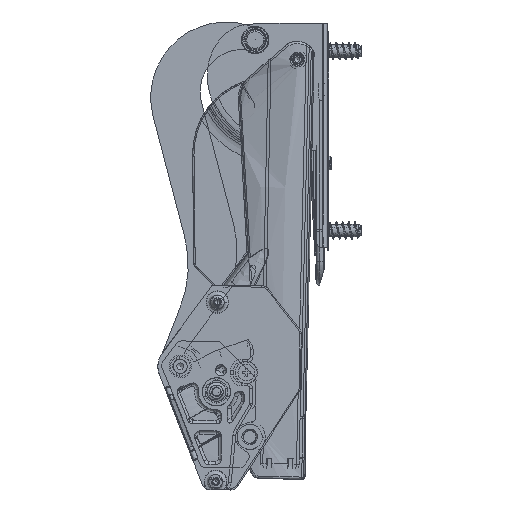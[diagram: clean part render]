
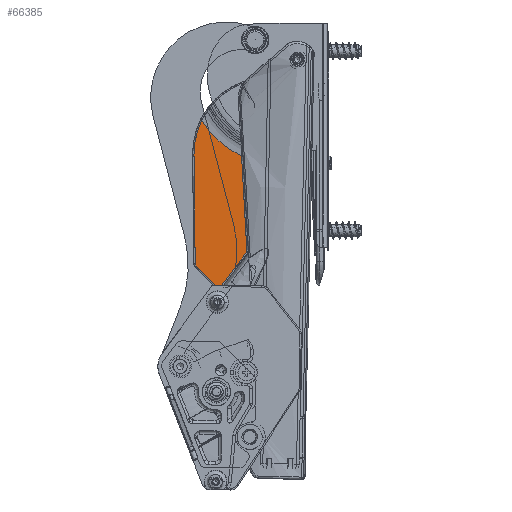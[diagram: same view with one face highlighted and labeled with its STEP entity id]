
A CAD part, left-side view. The second image highlights one B-rep face of the part: STEP entity #66385.
In plain terms, the highlighted planar face has unit normal (-1, 0, 0).
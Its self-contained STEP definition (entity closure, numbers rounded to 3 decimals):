
#2293=PLANE('',#72184);
#6940=FACE_OUTER_BOUND('',#10885,.T.);
#10885=EDGE_LOOP('',(#58207,#58208,#58209,#58210,#58211,#58212,#58213,#58214));
#13803=B_SPLINE_CURVE_WITH_KNOTS('',3,(#197392,#197393,#197394,#197395,
#197396,#197397,#197398,#197399,#197400,#197401,#197402,#197403,#197404,
#197405),.UNSPECIFIED.,.F.,.F.,(4,2,2,2,2,2,4),(0.,0.222,0.295,
0.333,0.667,0.881,1.),.UNSPECIFIED.);
#13804=B_SPLINE_CURVE_WITH_KNOTS('',3,(#197423,#197424,#197425,#197426,
#197427,#197428,#197429,#197430,#197431,#197432,#197433,#197434,#197435,
#197436,#197437,#197438,#197439,#197440,#197441,#197442,#197443,#197444,
#197445,#197446,#197447,#197448,#197449,#197450),.UNSPECIFIED.,.F.,.F.,
(4,2,2,2,2,2,2,2,2,2,2,2,2,4),(0.,0.099,0.199,
0.244,0.25,0.38,0.488,0.5,0.628,
0.737,0.75,0.85,0.949,1.),
 .UNSPECIFIED.);
#16467=CIRCLE('',#72185,32.116);
#16468=CIRCLE('',#72186,26.896);
#20341=LINE('',#197409,#24669);
#20343=LINE('',#197415,#24671);
#20344=LINE('',#197416,#24672);
#20345=LINE('',#197422,#24673);
#24669=VECTOR('',#86824,10.);
#24671=VECTOR('',#86830,10.);
#24672=VECTOR('',#86831,10.);
#24673=VECTOR('',#86836,10.);
#30842=VERTEX_POINT('',#196592);
#30864=VERTEX_POINT('',#197319);
#30865=VERTEX_POINT('',#197391);
#30866=VERTEX_POINT('',#197408);
#30868=VERTEX_POINT('',#197414);
#30869=VERTEX_POINT('',#197417);
#30870=VERTEX_POINT('',#197419);
#30871=VERTEX_POINT('',#197421);
#40259=EDGE_CURVE('',#30864,#30865,#13803,.T.);
#40261=EDGE_CURVE('',#30865,#30866,#20341,.T.);
#40264=EDGE_CURVE('',#30868,#30864,#20343,.T.);
#40265=EDGE_CURVE('',#30868,#30842,#20344,.T.);
#40266=EDGE_CURVE('',#30869,#30842,#16467,.T.);
#40267=EDGE_CURVE('',#30870,#30869,#16468,.T.);
#40268=EDGE_CURVE('',#30871,#30870,#20345,.T.);
#40269=EDGE_CURVE('',#30866,#30871,#13804,.T.);
#58207=ORIENTED_EDGE('',*,*,#40264,.F.);
#58208=ORIENTED_EDGE('',*,*,#40265,.T.);
#58209=ORIENTED_EDGE('',*,*,#40266,.F.);
#58210=ORIENTED_EDGE('',*,*,#40267,.F.);
#58211=ORIENTED_EDGE('',*,*,#40268,.F.);
#58212=ORIENTED_EDGE('',*,*,#40269,.F.);
#58213=ORIENTED_EDGE('',*,*,#40261,.F.);
#58214=ORIENTED_EDGE('',*,*,#40259,.F.);
#66385=ADVANCED_FACE('',(#6940),#2293,.T.);
#72184=AXIS2_PLACEMENT_3D('',#197413,#86828,#86829);
#72185=AXIS2_PLACEMENT_3D('',#197418,#86832,#86833);
#72186=AXIS2_PLACEMENT_3D('',#197420,#86834,#86835);
#86824=DIRECTION('',(0.,0.691,0.722));
#86828=DIRECTION('center_axis',(-1.,0.,0.));
#86829=DIRECTION('ref_axis',(0.,-1.,-0.01));
#86830=DIRECTION('',(0.,0.604,-0.797));
#86831=DIRECTION('',(0.,0.056,0.998));
#86832=DIRECTION('center_axis',(-1.,0.,0.));
#86833=DIRECTION('ref_axis',(0.,0.417,-0.909));
#86834=DIRECTION('center_axis',(1.,0.,0.));
#86835=DIRECTION('ref_axis',(0.,0.896,0.445));
#86836=DIRECTION('',(0.,0.011,1.));
#196592=CARTESIAN_POINT('',(-488.2,31.175,-47.355));
#197319=CARTESIAN_POINT('',(-488.2,39.462,-95.098));
#197391=CARTESIAN_POINT('',(-488.2,39.91,-94.45));
#197392=CARTESIAN_POINT('Ctrl Pts',(-488.2,39.462,-95.098));
#197393=CARTESIAN_POINT('Ctrl Pts',(-488.2,39.487,
-95.044));
#197394=CARTESIAN_POINT('Ctrl Pts',(-488.2,39.515,-94.992));
#197395=CARTESIAN_POINT('Ctrl Pts',(-488.2,39.553,
-94.925));
#197396=CARTESIAN_POINT('Ctrl Pts',(-488.2,39.563,
-94.908));
#197397=CARTESIAN_POINT('Ctrl Pts',(-488.2,39.578,-94.883));
#197398=CARTESIAN_POINT('Ctrl Pts',(-488.2,39.583,
-94.874));
#197399=CARTESIAN_POINT('Ctrl Pts',(-488.2,39.635,-94.791));
#197400=CARTESIAN_POINT('Ctrl Pts',(-488.2,39.685,
-94.719));
#197401=CARTESIAN_POINT('Ctrl Pts',(-488.2,39.773,
-94.605));
#197402=CARTESIAN_POINT('Ctrl Pts',(-488.2,39.809,
-94.562));
#197403=CARTESIAN_POINT('Ctrl Pts',(-488.2,39.867,
-94.496));
#197404=CARTESIAN_POINT('Ctrl Pts',(-488.2,39.888,
-94.473));
#197405=CARTESIAN_POINT('Ctrl Pts',(-488.2,39.91,-94.45));
#197408=CARTESIAN_POINT('',(-488.2,47.294,-86.733));
#197409=CARTESIAN_POINT('',(-488.2,39.91,-94.45));
#197413=CARTESIAN_POINT('Origin',(-488.2,48.743,-64.753));
#197414=CARTESIAN_POINT('',(-488.2,29.254,-81.624));
#197415=CARTESIAN_POINT('',(-488.2,29.254,-81.624));
#197416=CARTESIAN_POINT('',(-488.2,29.254,-81.624));
#197417=CARTESIAN_POINT('',(-488.2,45.331,-34.687));
#197418=CARTESIAN_POINT('Origin',(-488.2,17.796,-18.158));
#197419=CARTESIAN_POINT('',(-488.2,48.137,-46.947));
#197420=CARTESIAN_POINT('Origin',(-488.2,21.243,-46.651));
#197421=CARTESIAN_POINT('',(-488.2,47.711,-85.713));
#197422=CARTESIAN_POINT('',(-488.2,47.711,-85.713));
#197423=CARTESIAN_POINT('Ctrl Pts',(-488.2,47.294,-86.733));
#197424=CARTESIAN_POINT('Ctrl Pts',(-488.2,47.32,-86.706));
#197425=CARTESIAN_POINT('Ctrl Pts',(-488.2,47.345,
-86.678));
#197426=CARTESIAN_POINT('Ctrl Pts',(-488.2,47.393,
-86.621));
#197427=CARTESIAN_POINT('Ctrl Pts',(-488.2,47.415,
-86.591));
#197428=CARTESIAN_POINT('Ctrl Pts',(-488.2,47.447,
-86.547));
#197429=CARTESIAN_POINT('Ctrl Pts',(-488.2,47.456,-86.533));
#197430=CARTESIAN_POINT('Ctrl Pts',(-488.2,47.466,
-86.517));
#197431=CARTESIAN_POINT('Ctrl Pts',(-488.2,47.468,-86.515));
#197432=CARTESIAN_POINT('Ctrl Pts',(-488.2,47.495,-86.472));
#197433=CARTESIAN_POINT('Ctrl Pts',(-488.2,47.52,
-86.43));
#197434=CARTESIAN_POINT('Ctrl Pts',(-488.2,47.561,
-86.35));
#197435=CARTESIAN_POINT('Ctrl Pts',(-488.2,47.579,
-86.313));
#197436=CARTESIAN_POINT('Ctrl Pts',(-488.2,47.596,-86.271));
#197437=CARTESIAN_POINT('Ctrl Pts',(-488.2,47.598,-86.267));
#197438=CARTESIAN_POINT('Ctrl Pts',(-488.2,47.618,-86.217));
#197439=CARTESIAN_POINT('Ctrl Pts',(-488.2,47.634,
-86.172));
#197440=CARTESIAN_POINT('Ctrl Pts',(-488.2,47.66,
-86.086));
#197441=CARTESIAN_POINT('Ctrl Pts',(-488.2,47.67,
-86.046));
#197442=CARTESIAN_POINT('Ctrl Pts',(-488.2,47.679,
-86.001));
#197443=CARTESIAN_POINT('Ctrl Pts',(-488.2,47.68,-85.997));
#197444=CARTESIAN_POINT('Ctrl Pts',(-488.2,47.689,-85.955));
#197445=CARTESIAN_POINT('Ctrl Pts',(-488.2,47.695,
-85.918));
#197446=CARTESIAN_POINT('Ctrl Pts',(-488.2,47.704,-85.845));
#197447=CARTESIAN_POINT('Ctrl Pts',(-488.2,47.707,
-85.808));
#197448=CARTESIAN_POINT('Ctrl Pts',(-488.2,47.71,
-85.751));
#197449=CARTESIAN_POINT('Ctrl Pts',(-488.2,47.71,-85.732));
#197450=CARTESIAN_POINT('Ctrl Pts',(-488.2,47.711,-85.713));
